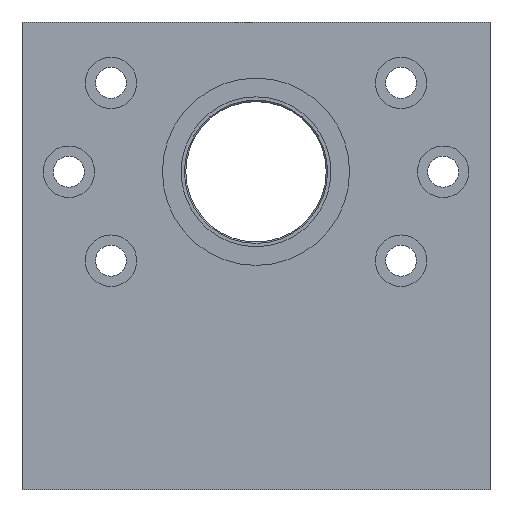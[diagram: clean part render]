
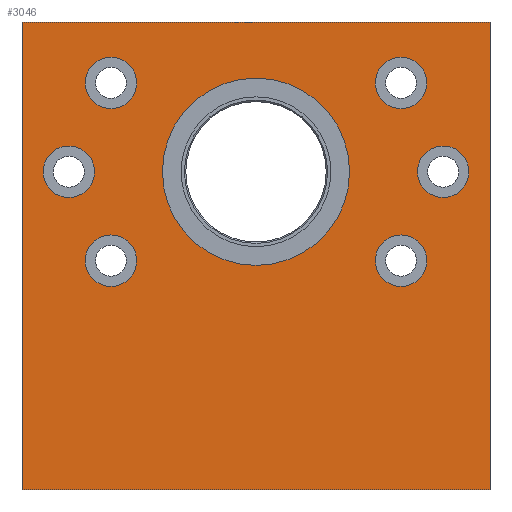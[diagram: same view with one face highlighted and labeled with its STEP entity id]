
A CAD part, front view. The second image highlights one B-rep face of the part: STEP entity #3046.
In plain terms, the highlighted planar face has unit normal (0, -1, 0).
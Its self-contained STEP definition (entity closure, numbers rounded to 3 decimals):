
#1311=CARTESIAN_POINT('',(-50.,-20.0,-50.0));
#1312=VERTEX_POINT('',#1311);
#1319=CARTESIAN_POINT('',(-50.,-20.0,50.0));
#1320=VERTEX_POINT('',#1319);
#1321=CARTESIAN_POINT('',(-50.,-20.0,50.0));
#1322=DIRECTION('',(0.0,0.0,-1.0));
#1323=VECTOR('',#1322,100.0);
#1324=LINE('',#1321,#1323);
#1325=EDGE_CURVE('',#1320,#1312,#1324,.T.);
#1361=CARTESIAN_POINT('',(50.,-20.0,-50.0));
#1362=VERTEX_POINT('',#1361);
#1369=CARTESIAN_POINT('',(-50.,-20.0,-50.0));
#1370=DIRECTION('',(1.0,0.0,0.0));
#1371=VECTOR('',#1370,100.);
#1372=LINE('',#1369,#1371);
#1373=EDGE_CURVE('',#1312,#1362,#1372,.T.);
#1931=CARTESIAN_POINT('',(-25.5,-20.0,-1.));
#1932=VERTEX_POINT('',#1931);
#1933=CARTESIAN_POINT('',(-31.0,-20.0,-1.));
#1934=DIRECTION('',(0.0,1.0,0.0));
#1935=DIRECTION('',(1.0,0.0,0.0));
#1936=AXIS2_PLACEMENT_3D('',#1933,#1934,#1935);
#1937=CIRCLE('',#1936,5.5);
#1938=EDGE_CURVE('',#1932,#1932,#1937,.T.);
#2033=CARTESIAN_POINT('',(-34.5,-20.0,18.0));
#2034=VERTEX_POINT('',#2033);
#2035=CARTESIAN_POINT('',(-40.0,-20.0,18.0));
#2036=DIRECTION('',(0.0,1.0,0.0));
#2037=DIRECTION('',(1.0,0.0,0.0));
#2038=AXIS2_PLACEMENT_3D('',#2035,#2036,#2037);
#2039=CIRCLE('',#2038,5.5);
#2040=EDGE_CURVE('',#2034,#2034,#2039,.T.);
#2135=CARTESIAN_POINT('',(-25.5,-20.0,37.0));
#2136=VERTEX_POINT('',#2135);
#2137=CARTESIAN_POINT('',(-31.0,-20.0,37.0));
#2138=DIRECTION('',(0.0,1.0,0.0));
#2139=DIRECTION('',(1.0,0.0,0.0));
#2140=AXIS2_PLACEMENT_3D('',#2137,#2138,#2139);
#2141=CIRCLE('',#2140,5.5);
#2142=EDGE_CURVE('',#2136,#2136,#2141,.T.);
#2237=CARTESIAN_POINT('',(36.5,-20.0,37.0));
#2238=VERTEX_POINT('',#2237);
#2239=CARTESIAN_POINT('',(31.,-20.0,37.0));
#2240=DIRECTION('',(0.0,1.0,0.0));
#2241=DIRECTION('',(1.0,0.0,0.0));
#2242=AXIS2_PLACEMENT_3D('',#2239,#2240,#2241);
#2243=CIRCLE('',#2242,5.5);
#2244=EDGE_CURVE('',#2238,#2238,#2243,.T.);
#2339=CARTESIAN_POINT('',(45.5,-20.0,18.0));
#2340=VERTEX_POINT('',#2339);
#2341=CARTESIAN_POINT('',(40.0,-20.0,18.0));
#2342=DIRECTION('',(0.0,1.0,0.0));
#2343=DIRECTION('',(1.0,0.0,0.0));
#2344=AXIS2_PLACEMENT_3D('',#2341,#2342,#2343);
#2345=CIRCLE('',#2344,5.5);
#2346=EDGE_CURVE('',#2340,#2340,#2345,.T.);
#2441=CARTESIAN_POINT('',(36.5,-20.0,-1.));
#2442=VERTEX_POINT('',#2441);
#2443=CARTESIAN_POINT('',(31.,-20.0,-1.));
#2444=DIRECTION('',(0.0,1.0,0.0));
#2445=DIRECTION('',(1.0,0.0,0.0));
#2446=AXIS2_PLACEMENT_3D('',#2443,#2444,#2445);
#2447=CIRCLE('',#2446,5.5);
#2448=EDGE_CURVE('',#2442,#2442,#2447,.T.);
#2855=CARTESIAN_POINT('',(20.,-20.0,18.0));
#2856=VERTEX_POINT('',#2855);
#2857=CARTESIAN_POINT('',(0.,-20.0,18.0));
#2858=DIRECTION('',(0.0,1.0,0.0));
#2859=DIRECTION('',(-1.0,0.0,0.0));
#2860=AXIS2_PLACEMENT_3D('',#2857,#2858,#2859);
#2861=CIRCLE('',#2860,20.0);
#2862=EDGE_CURVE('',#2856,#2856,#2861,.T.);
#2965=CARTESIAN_POINT('',(50.,-20.0,50.0));
#2966=VERTEX_POINT('',#2965);
#2973=CARTESIAN_POINT('',(50.,-20.0,-50.0));
#2974=DIRECTION('',(0.0,0.0,1.0));
#2975=VECTOR('',#2974,100.0);
#2976=LINE('',#2973,#2975);
#2977=EDGE_CURVE('',#1362,#2966,#2976,.T.);
#3009=CARTESIAN_POINT('',(50.,-20.0,0.0));
#3010=DIRECTION('',(0.0,-1.0,0.0));
#3011=DIRECTION('',(0.0,0.0,-1.0));
#3012=AXIS2_PLACEMENT_3D('',#3009,#3010,#3011);
#3013=PLANE('',#3012);
#3014=CARTESIAN_POINT('',(50.,-20.0,50.0));
#3015=DIRECTION('',(-1.0,0.0,0.0));
#3016=VECTOR('',#3015,100.);
#3017=LINE('',#3014,#3016);
#3018=EDGE_CURVE('',#2966,#1320,#3017,.T.);
#3019=ORIENTED_EDGE('',*,*,#3018,.T.);
#3020=ORIENTED_EDGE('',*,*,#1325,.T.);
#3021=ORIENTED_EDGE('',*,*,#1373,.T.);
#3022=ORIENTED_EDGE('',*,*,#2977,.T.);
#3023=EDGE_LOOP('',(#3019,#3020,#3021,#3022));
#3024=FACE_OUTER_BOUND('',#3023,.T.);
#3025=ORIENTED_EDGE('',*,*,#1938,.T.);
#3026=EDGE_LOOP('',(#3025));
#3027=FACE_BOUND('',#3026,.T.);
#3028=ORIENTED_EDGE('',*,*,#2040,.T.);
#3029=EDGE_LOOP('',(#3028));
#3030=FACE_BOUND('',#3029,.T.);
#3031=ORIENTED_EDGE('',*,*,#2142,.T.);
#3032=EDGE_LOOP('',(#3031));
#3033=FACE_BOUND('',#3032,.T.);
#3034=ORIENTED_EDGE('',*,*,#2244,.T.);
#3035=EDGE_LOOP('',(#3034));
#3036=FACE_BOUND('',#3035,.T.);
#3037=ORIENTED_EDGE('',*,*,#2346,.T.);
#3038=EDGE_LOOP('',(#3037));
#3039=FACE_BOUND('',#3038,.T.);
#3040=ORIENTED_EDGE('',*,*,#2448,.T.);
#3041=EDGE_LOOP('',(#3040));
#3042=FACE_BOUND('',#3041,.T.);
#3043=ORIENTED_EDGE('',*,*,#2862,.T.);
#3044=EDGE_LOOP('',(#3043));
#3045=FACE_BOUND('',#3044,.T.);
#3046=ADVANCED_FACE('',(#3024,#3027,#3030,#3033,#3036,#3039,#3042,#3045),#3013,.T.);
